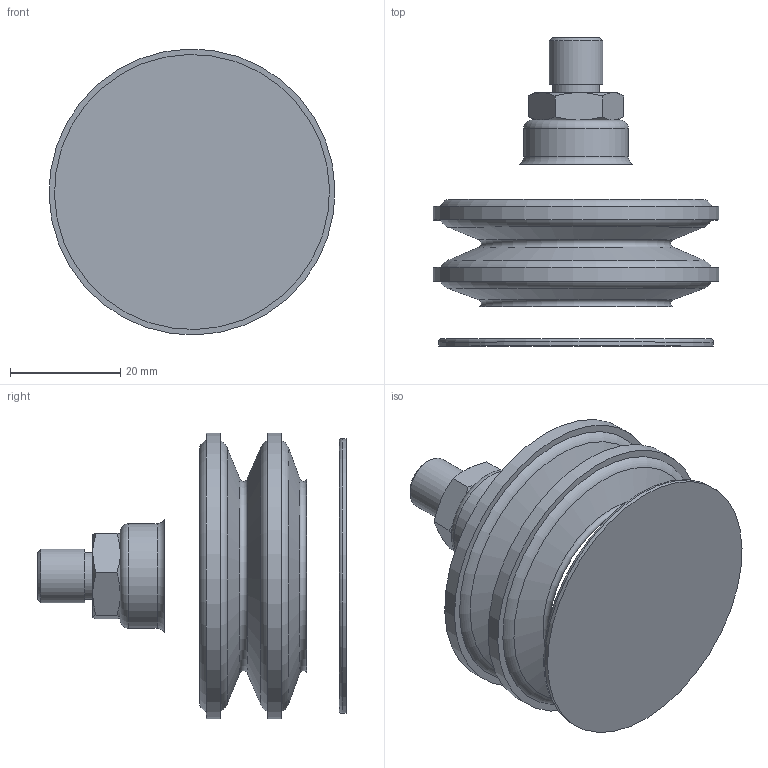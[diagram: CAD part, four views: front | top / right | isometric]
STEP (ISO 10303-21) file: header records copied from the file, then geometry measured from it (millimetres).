
FILE_DESCRIPTION(/* description */ (''),/* implementation_level */ '2;1');
FILE_NAME(/* name */ 'vf52nit_rac7r1-8m.stp',/* time_stamp */ '2020-07-03T13:01:05+02:00',/* author */ ('enginyeria'),/* organization */ (''),/* preprocessor_version */ 'ST-DEVELOPER v17',/* originating_system */ 'Autodesk Inventor 2019',/* authorisation */ '');
FILE_SCHEMA (('CONFIG_CONTROL_DESIGN'));
Length unit declared in the file: millimetre
Products named in the file (1): Pieza186
Bounding box: 51.99 x 56.08 x 51.99 mm (x, y, z)
Volume: 51825 mm3; surface area: 12125.2 mm2
Topology: 1 solids, 1 shells, 51 faces, 138 edges, 97 vertices
Faces by surface type: cone 19, plane 16, torus 9, cylinder 7
Full cylindrical faces by diameter (mm): 5 x1, 8.566 x1, 9.728 x1, 19 x1, 50 x1, 52 x2
Entity records: 1766 total; most frequent: CARTESIAN_POINT 335, DIRECTION 312, ORIENTED_EDGE 276, AXIS2_PLACEMENT_3D 146, EDGE_CURVE 138, VERTEX_POINT 97, CIRCLE 94, EDGE_LOOP 59
